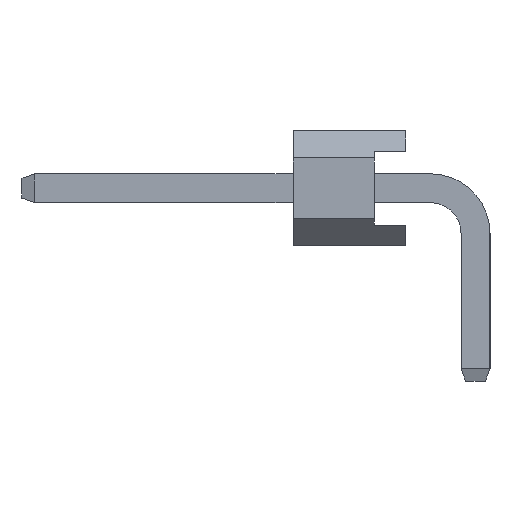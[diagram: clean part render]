
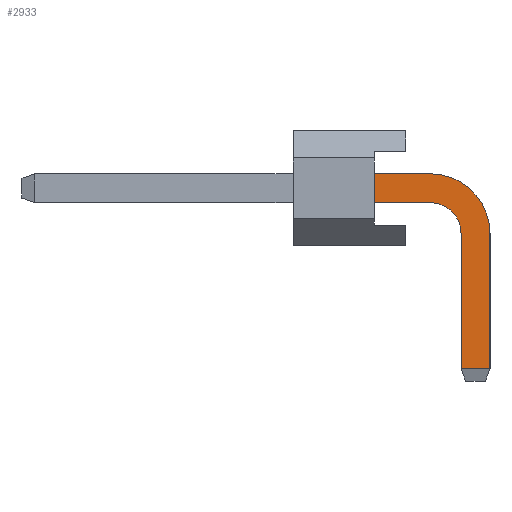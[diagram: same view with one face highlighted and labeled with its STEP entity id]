
A CAD part, left-side view. The second image highlights one B-rep face of the part: STEP entity #2933.
In plain terms, the highlighted planar face has unit normal (-1, 0, 0).
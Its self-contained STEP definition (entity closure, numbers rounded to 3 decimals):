
#2933=ADVANCED_FACE('',(#8169),#8171,.T.);
#8169=FACE_BOUND('',#8170,.T.);
#8170=EDGE_LOOP('',(#12425,#12426,#12427,#12428,#12429,#12430,#12431,#12432));
#8171=PLANE('',#8172);
#8172=AXIS2_PLACEMENT_3D('',#8173,#8174,#8175);
#8173=CARTESIAN_POINT('',(-0.32,0.32,-3.));
#8174=DIRECTION('',(-1.,0.,0.));
#8175=DIRECTION('',(0.,-1.,0.));
#12425=ORIENTED_EDGE('',*,*,#14959,.T.);
#12426=ORIENTED_EDGE('',*,*,#14960,.T.);
#12427=ORIENTED_EDGE('',*,*,#14961,.T.);
#12428=ORIENTED_EDGE('',*,*,#14962,.T.);
#12429=ORIENTED_EDGE('',*,*,#14129,.T.);
#12430=ORIENTED_EDGE('',*,*,#14963,.F.);
#12431=ORIENTED_EDGE('',*,*,#14964,.F.);
#12432=ORIENTED_EDGE('',*,*,#14965,.F.);
#14129=EDGE_CURVE('',#16175,#16176,#16177,.T.);
#14959=EDGE_CURVE('',#17477,#17478,#17479,.T.);
#14960=EDGE_CURVE('',#17478,#17480,#17481,.T.);
#14961=EDGE_CURVE('',#17480,#17482,#17483,.T.);
#14962=EDGE_CURVE('',#17482,#16175,#17484,.T.);
#14963=EDGE_CURVE('',#17485,#16176,#17486,.T.);
#14964=EDGE_CURVE('',#17487,#17485,#17488,.T.);
#14965=EDGE_CURVE('',#17477,#17487,#17489,.T.);
#16175=VERTEX_POINT('',#19665);
#16176=VERTEX_POINT('',#19666);
#16177=LINE('',#19667,#19668);
#17477=VERTEX_POINT('',#22703);
#17478=VERTEX_POINT('',#22704);
#17479=LINE('',#22705,#22706);
#17480=VERTEX_POINT('',#22708);
#17481=LINE('',#22709,#22710);
#17482=VERTEX_POINT('',#22712);
#17483=CIRCLE('',#22713,1.32);
#17484=LINE('',#22717,#22718);
#17485=VERTEX_POINT('',#22720);
#17486=LINE('',#22721,#22722);
#17487=VERTEX_POINT('',#22724);
#17488=CIRCLE('',#22725,0.68);
#17489=LINE('',#22729,#22730);
#19665=CARTESIAN_POINT('',(-0.32,2.24,1.59));
#19666=CARTESIAN_POINT('',(-0.32,2.24,0.95));
#19667=CARTESIAN_POINT('',(-0.32,2.24,1.59));
#19668=VECTOR('',#19669,1.);
#19669=DIRECTION('',(0.,0.,-1.));
#22703=CARTESIAN_POINT('',(-0.32,0.32,-2.725));
#22704=CARTESIAN_POINT('',(-0.32,-0.32,-2.725));
#22705=CARTESIAN_POINT('',(-0.32,0.32,-2.725));
#22706=VECTOR('',#22707,1.);
#22707=DIRECTION('',(0.,-1.,0.));
#22708=CARTESIAN_POINT('',(-0.32,-0.32,0.27));
#22709=CARTESIAN_POINT('',(-0.32,-0.32,-2.725));
#22710=VECTOR('',#22711,1.);
#22711=DIRECTION('',(0.,0.,1.));
#22712=CARTESIAN_POINT('',(-0.32,1.,1.59));
#22713=AXIS2_PLACEMENT_3D('',#22714,#22715,#22716);
#22714=CARTESIAN_POINT('',(-0.32,1.,0.27));
#22715=DIRECTION('',(-1.,-0.,0.));
#22716=DIRECTION('',(0.,-1.,0.));
#22717=CARTESIAN_POINT('',(-0.32,1.,1.59));
#22718=VECTOR('',#22719,1.);
#22719=DIRECTION('',(0.,1.,0.));
#22720=CARTESIAN_POINT('',(-0.32,1.,0.95));
#22721=CARTESIAN_POINT('',(-0.32,1.,0.95));
#22722=VECTOR('',#22723,1.);
#22723=DIRECTION('',(0.,1.,0.));
#22724=CARTESIAN_POINT('',(-0.32,0.32,0.27));
#22725=AXIS2_PLACEMENT_3D('',#22726,#22727,#22728);
#22726=CARTESIAN_POINT('',(-0.32,1.,0.27));
#22727=DIRECTION('',(-1.,-0.,0.));
#22728=DIRECTION('',(0.,-1.,0.));
#22729=CARTESIAN_POINT('',(-0.32,0.32,-2.725));
#22730=VECTOR('',#22731,1.);
#22731=DIRECTION('',(0.,0.,1.));
